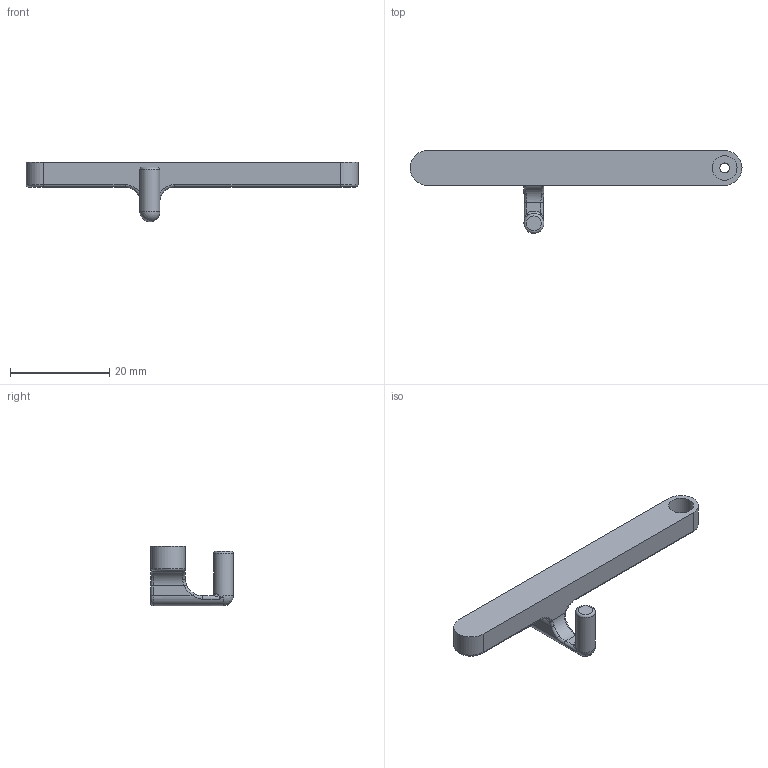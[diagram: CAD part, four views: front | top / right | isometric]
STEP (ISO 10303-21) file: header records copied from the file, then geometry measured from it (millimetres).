
FILE_DESCRIPTION(/* description */ (''),/* implementation_level */ '2;1');
FILE_NAME(/* name */ 'clicker.step',/* time_stamp */ '2025-11-29T23:53:32+03:00',/* author */ (''),/* organization */ (''),/* preprocessor_version */ 'ST-DEVELOPER v20.1',/* originating_system */ 'Autodesk Translation Framework v14.21.0.0',/* authorisation */ '');
FILE_SCHEMA (('AUTOMOTIVE_DESIGN { 1 0 10303 214 3 1 1 }'));
Length unit declared in the file: millimetre
Products named in the file (1): clicker
Bounding box: 67 x 16.7 x 12 mm (x, y, z)
Volume: 2600.3 mm3; surface area: 1976.2 mm2
Topology: 1 solids, 1 shells, 46 faces, 107 edges, 63 vertices
Faces by surface type: cylinder 17, torus 12, plane 10, bspline 6, sphere 1
Full cylindrical faces by diameter (mm): 2 x1, 4 x1, 5 x1
Entity records: 1681 total; most frequent: CARTESIAN_POINT 601, DIRECTION 233, ORIENTED_EDGE 212, EDGE_CURVE 106, AXIS2_PLACEMENT_3D 100, VERTEX_POINT 63, CIRCLE 57, EDGE_LOOP 49
